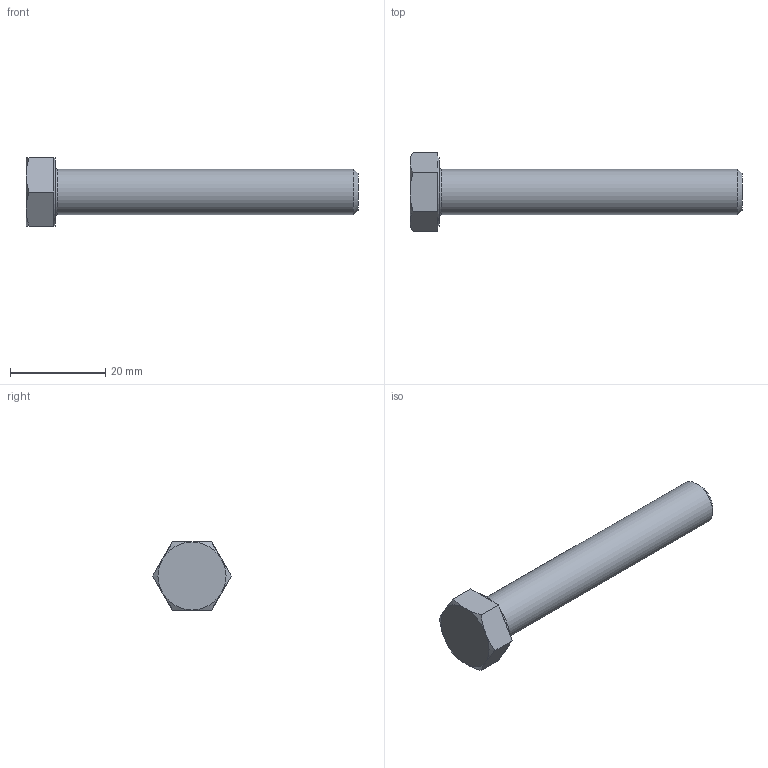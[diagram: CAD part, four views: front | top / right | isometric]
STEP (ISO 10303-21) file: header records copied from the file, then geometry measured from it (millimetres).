
FILE_DESCRIPTION(/* description */ (''),/* implementation_level */ '2;1');
FILE_NAME(/* name */ 'hex finished bolt_ai_HFBOLT 0.375-16x2.5x1-C.ipt.step',/* time_stamp */ '2015-01-02T19:13:24-08:00',/* author */ ('Autodesk Inc.'),/* organization */ (''),/* preprocessor_version */ 'ST-DEVELOPER v15.6',/* originating_system */ 'Autodesk Inventor 2015',/* authorisation */ '');
FILE_SCHEMA (('AUTOMOTIVE_DESIGN { 1 0 10303 214 3 1 1 }'));
Length unit declared in the file: inch
Products named in the file (1): hex finished bolt_ai_HFBOLT 0.375-16x2.5x1-C
Bounding box: 69.67 x 16.48 x 14.27 mm (x, y, z)
Volume: 5593 mm3; surface area: 2525.7 mm2
Topology: 1 solids, 1 shells, 25 faces, 52 edges, 30 vertices
Faces by surface type: plane 15, cone 7, cylinder 2, torus 1
Full cylindrical faces by diameter (mm): 9.525 x1, 14.275 x1
Entity records: 643 total; most frequent: CARTESIAN_POINT 126, DIRECTION 104, ORIENTED_EDGE 94, EDGE_CURVE 47, AXIS2_PLACEMENT_3D 43, EDGE_LOOP 30, VERTEX_POINT 29, FACE_OUTER_BOUND 25
